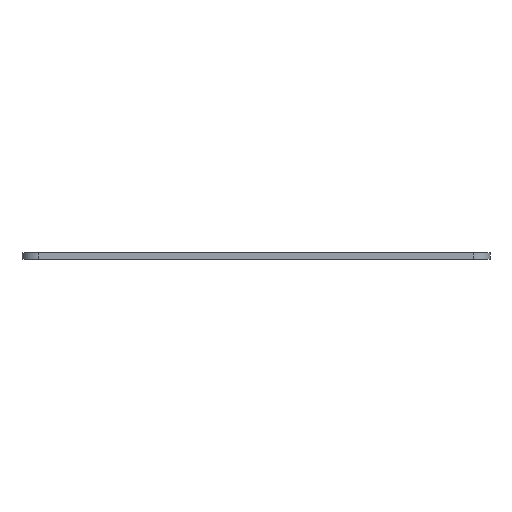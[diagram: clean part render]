
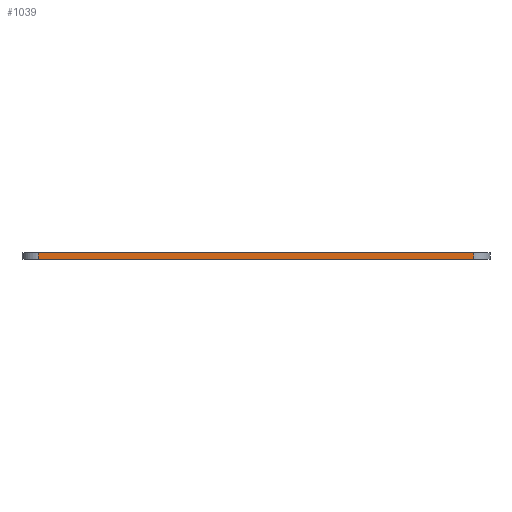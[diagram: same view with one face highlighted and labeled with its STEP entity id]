
A CAD part, front view. The second image highlights one B-rep face of the part: STEP entity #1039.
In plain terms, the highlighted planar face has unit normal (0, -1, 0).
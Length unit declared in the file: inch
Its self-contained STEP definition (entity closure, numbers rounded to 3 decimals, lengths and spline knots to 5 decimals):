
#7 = DIRECTION ( 'NONE',  ( -1., 0., 0. ) ) ;
#127 = ORIENTED_EDGE ( 'NONE', *, *, #313, .T. ) ;
#165 = CARTESIAN_POINT ( 'NONE',  ( 3.987, -10.135, -1.25 ) ) ;
#205 = LINE ( 'NONE', #1134, #1315 ) ;
#207 = ORIENTED_EDGE ( 'NONE', *, *, #1306, .F. ) ;
#229 = EDGE_CURVE ( 'NONE', #793, #1061, #554, .T. ) ;
#242 = DIRECTION ( 'NONE',  ( 0., 0., 1. ) ) ;
#248 = FACE_OUTER_BOUND ( 'NONE', #1003, .T. ) ;
#249 = VERTEX_POINT ( 'NONE', #1282 ) ;
#293 = DIRECTION ( 'NONE',  ( 0., 0., 1. ) ) ;
#313 = EDGE_CURVE ( 'NONE', #793, #813, #681, .T. ) ;
#348 = CARTESIAN_POINT ( 'NONE',  ( 0., -10.135, -1.25 ) ) ;
#489 = VECTOR ( 'NONE', #896, 39.37008 ) ;
#494 = EDGE_CURVE ( 'NONE', #813, #249, #614, .T. ) ;
#554 = LINE ( 'NONE', #659, #754 ) ;
#614 = LINE ( 'NONE', #823, #1335 ) ;
#652 = ORIENTED_EDGE ( 'NONE', *, *, #494, .T. ) ;
#656 = PLANE ( 'NONE',  #1054 ) ;
#659 = CARTESIAN_POINT ( 'NONE',  ( 0., -10.135, -1.25 ) ) ;
#681 = LINE ( 'NONE', #981, #489 ) ;
#754 = VECTOR ( 'NONE', #1261, 39.37008 ) ;
#793 = VERTEX_POINT ( 'NONE', #165 ) ;
#813 = VERTEX_POINT ( 'NONE', #1179 ) ;
#823 = CARTESIAN_POINT ( 'NONE',  ( 0., -10.135, -1.125 ) ) ;
#871 = DIRECTION ( 'NONE',  ( 0., 1., 0. ) ) ;
#896 = DIRECTION ( 'NONE',  ( 0., 0., 1. ) ) ;
#981 = CARTESIAN_POINT ( 'NONE',  ( 3.987, -10.135, -1.25 ) ) ;
#1003 = EDGE_LOOP ( 'NONE', ( #652, #207, #1228, #127 ) ) ;
#1039 = ADVANCED_FACE ( 'NONE', ( #248 ), #656, .F. ) ;
#1054 = AXIS2_PLACEMENT_3D ( 'NONE', #348, #871, #242 ) ;
#1061 = VERTEX_POINT ( 'NONE', #1077 ) ;
#1077 = CARTESIAN_POINT ( 'NONE',  ( -3.987, -10.135, -1.25 ) ) ;
#1134 = CARTESIAN_POINT ( 'NONE',  ( -3.987, -10.135, -1.25 ) ) ;
#1179 = CARTESIAN_POINT ( 'NONE',  ( 3.987, -10.135, -1.125 ) ) ;
#1228 = ORIENTED_EDGE ( 'NONE', *, *, #229, .F. ) ;
#1261 = DIRECTION ( 'NONE',  ( -1., 0., 0. ) ) ;
#1282 = CARTESIAN_POINT ( 'NONE',  ( -3.987, -10.135, -1.125 ) ) ;
#1306 = EDGE_CURVE ( 'NONE', #1061, #249, #205, .T. ) ;
#1315 = VECTOR ( 'NONE', #293, 39.37008 ) ;
#1335 = VECTOR ( 'NONE', #7, 39.37008 ) ;
